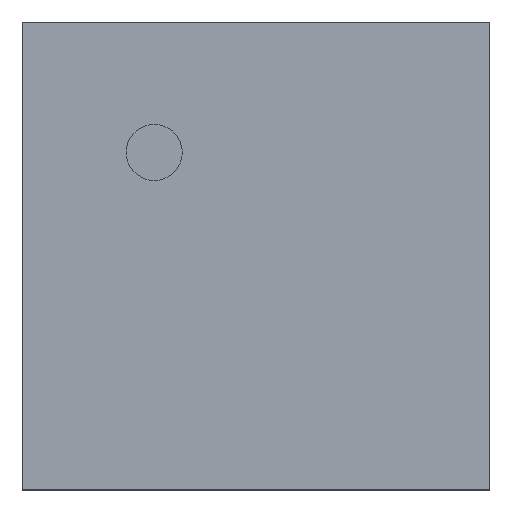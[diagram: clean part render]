
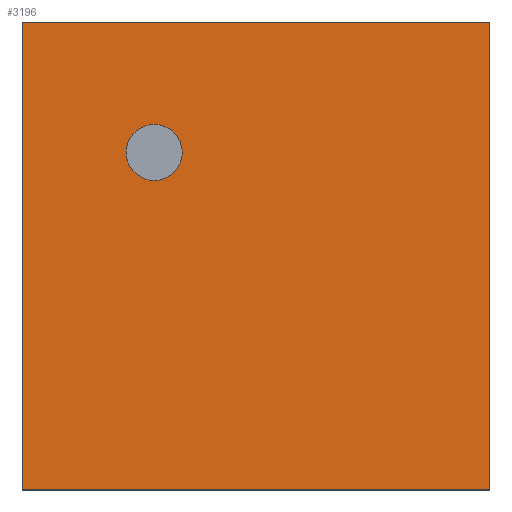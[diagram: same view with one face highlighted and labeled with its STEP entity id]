
A CAD part, top view. The second image highlights one B-rep face of the part: STEP entity #3196.
In plain terms, the highlighted planar face has unit normal (0, 0, 1).
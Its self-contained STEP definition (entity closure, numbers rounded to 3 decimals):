
#55 = CIRCLE ( 'NONE', #1523, 0.15 ) ;
#118 = ORIENTED_EDGE ( 'NONE', *, *, #2761, .T. ) ;
#183 = FACE_BOUND ( 'NONE', #4775, .T. ) ;
#294 = ORIENTED_EDGE ( 'NONE', *, *, #3647, .T. ) ;
#632 = CARTESIAN_POINT ( 'NONE',  ( 0., 0., 0.95 ) ) ;
#648 = DIRECTION ( 'NONE',  ( 1., 0., 0. ) ) ;
#686 = CARTESIAN_POINT ( 'NONE',  ( 0., 2.5, 0.95 ) ) ;
#741 = CARTESIAN_POINT ( 'NONE',  ( 0.856, 1.803, 0.95 ) ) ;
#766 = ORIENTED_EDGE ( 'NONE', *, *, #1550, .T. ) ;
#877 = VERTEX_POINT ( 'NONE', #2698 ) ;
#914 = VECTOR ( 'NONE', #2663, 1000. ) ;
#1018 = CIRCLE ( 'NONE', #1292, 0.15 ) ;
#1042 = VERTEX_POINT ( 'NONE', #4498 ) ;
#1057 = DIRECTION ( 'NONE',  ( 1., 0., 0. ) ) ;
#1292 = AXIS2_PLACEMENT_3D ( 'NONE', #1556, #3538, #2720 ) ;
#1502 = VERTEX_POINT ( 'NONE', #4375 ) ;
#1523 = AXIS2_PLACEMENT_3D ( 'NONE', #1766, #2988, #648 ) ;
#1550 = EDGE_CURVE ( 'NONE', #4100, #3563, #3492, .T. ) ;
#1556 = CARTESIAN_POINT ( 'NONE',  ( 0.706, 1.803, 0.95 ) ) ;
#1580 = VECTOR ( 'NONE', #4913, 1000. ) ;
#1684 = EDGE_CURVE ( 'NONE', #877, #1042, #2424, .T. ) ;
#1766 = CARTESIAN_POINT ( 'NONE',  ( 0.706, 1.803, 0.95 ) ) ;
#1828 = ORIENTED_EDGE ( 'NONE', *, *, #3612, .T. ) ;
#1867 = DIRECTION ( 'NONE',  ( 0., 0., 1. ) ) ;
#2193 = VECTOR ( 'NONE', #2208, 1000. ) ;
#2208 = DIRECTION ( 'NONE',  ( -1., 0., 0. ) ) ;
#2211 = VERTEX_POINT ( 'NONE', #741 ) ;
#2220 = CARTESIAN_POINT ( 'NONE',  ( 2.5, 0., 0.95 ) ) ;
#2273 = PLANE ( 'NONE',  #4791 ) ;
#2424 = LINE ( 'NONE', #4942, #2193 ) ;
#2609 = DIRECTION ( 'NONE',  ( 0., 1., 0. ) ) ;
#2663 = DIRECTION ( 'NONE',  ( 0., -1., 0. ) ) ;
#2698 = CARTESIAN_POINT ( 'NONE',  ( 2.5, 2.5, 0.95 ) ) ;
#2720 = DIRECTION ( 'NONE',  ( 1., 0., 0. ) ) ;
#2761 = EDGE_CURVE ( 'NONE', #3563, #877, #2771, .T. ) ;
#2771 = LINE ( 'NONE', #2220, #2945 ) ;
#2945 = VECTOR ( 'NONE', #2609, 1000. ) ;
#2988 = DIRECTION ( 'NONE',  ( 0., 0., -1. ) ) ;
#3137 = CARTESIAN_POINT ( 'NONE',  ( 0., 0., 0.95 ) ) ;
#3190 = FACE_OUTER_BOUND ( 'NONE', #4463, .T. ) ;
#3196 = ADVANCED_FACE ( 'NONE', ( #183, #3190 ), #2273, .T. ) ;
#3256 = ORIENTED_EDGE ( 'NONE', *, *, #1684, .T. ) ;
#3296 = LINE ( 'NONE', #686, #914 ) ;
#3361 = CARTESIAN_POINT ( 'NONE',  ( 2.5, 0., 0.95 ) ) ;
#3386 = CARTESIAN_POINT ( 'NONE',  ( 0., 0., 0.95 ) ) ;
#3492 = LINE ( 'NONE', #632, #1580 ) ;
#3538 = DIRECTION ( 'NONE',  ( 0., 0., -1. ) ) ;
#3563 = VERTEX_POINT ( 'NONE', #3361 ) ;
#3612 = EDGE_CURVE ( 'NONE', #2211, #1502, #55, .T. ) ;
#3647 = EDGE_CURVE ( 'NONE', #1042, #4100, #3296, .T. ) ;
#3880 = ORIENTED_EDGE ( 'NONE', *, *, #4548, .T. ) ;
#4100 = VERTEX_POINT ( 'NONE', #3137 ) ;
#4375 = CARTESIAN_POINT ( 'NONE',  ( 0.556, 1.803, 0.95 ) ) ;
#4463 = EDGE_LOOP ( 'NONE', ( #118, #3256, #294, #766 ) ) ;
#4498 = CARTESIAN_POINT ( 'NONE',  ( 0., 2.5, 0.95 ) ) ;
#4548 = EDGE_CURVE ( 'NONE', #1502, #2211, #1018, .T. ) ;
#4775 = EDGE_LOOP ( 'NONE', ( #1828, #3880 ) ) ;
#4791 = AXIS2_PLACEMENT_3D ( 'NONE', #3386, #1867, #1057 ) ;
#4913 = DIRECTION ( 'NONE',  ( 1., 0., 0. ) ) ;
#4942 = CARTESIAN_POINT ( 'NONE',  ( 2.5, 2.5, 0.95 ) ) ;
